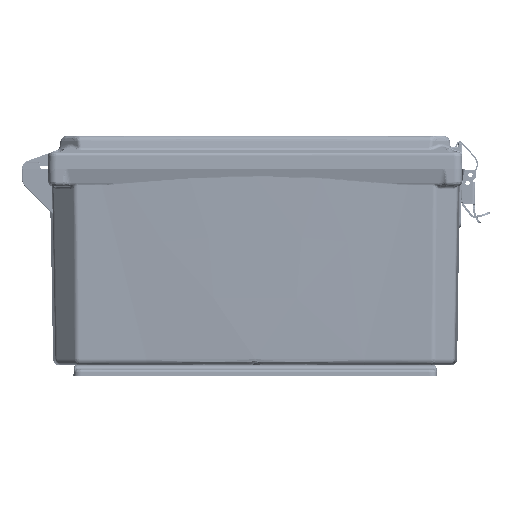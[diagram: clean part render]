
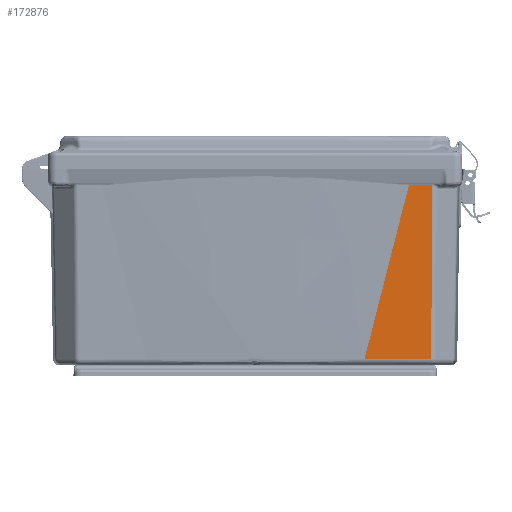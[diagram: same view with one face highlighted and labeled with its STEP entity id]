
A CAD part, front view. The second image highlights one B-rep face of the part: STEP entity #172876.
In plain terms, the highlighted face is planar.
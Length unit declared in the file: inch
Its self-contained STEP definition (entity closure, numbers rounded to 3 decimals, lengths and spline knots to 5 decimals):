
#7986 = ORIENTED_EDGE ( 'NONE', *, *, #133428, .F. ) ;
#12482 = CARTESIAN_POINT ( 'NONE',  ( -5.77332, -7.06423, -5.34143 ) ) ;
#17871 = ORIENTED_EDGE ( 'NONE', *, *, #172014, .T. ) ;
#22038 = LINE ( 'NONE', #159471, #186015 ) ;
#23047 = LINE ( 'NONE', #75457, #121826 ) ;
#25729 = EDGE_CURVE ( 'NONE', #161354, #47015, #104542, .T. ) ;
#29140 = CARTESIAN_POINT ( 'NONE',  ( -2.55774, -7.12035, -4.14121 ) ) ;
#45601 = VERTEX_POINT ( 'NONE', #197900 ) ;
#47015 = VERTEX_POINT ( 'NONE', #161269 ) ;
#47207 = EDGE_LOOP ( 'NONE', ( #149213, #103379, #17871, #7986 ) ) ;
#66513 = DIRECTION ( 'NONE',  ( -0.017, -1., 0. ) ) ;
#73933 = CARTESIAN_POINT ( 'NONE',  ( -5.77332, -7.06423, -5.34143 ) ) ;
#75457 = CARTESIAN_POINT ( 'NONE',  ( -0.50592, -7.15617, 6.74752 ) ) ;
#80666 = CARTESIAN_POINT ( 'NONE',  ( 0., -7.165, 6.74752 ) ) ;
#87467 = AXIS2_PLACEMENT_3D ( 'NONE', #80666, #66513, #111598 ) ;
#97647 = CARTESIAN_POINT ( 'NONE',  ( -0.50592, -7.15617, -4.66613 ) ) ;
#102237 = VECTOR ( 'NONE', #149978, 39.37008 ) ;
#103379 = ORIENTED_EDGE ( 'NONE', *, *, #189604, .T. ) ;
#104542 = LINE ( 'NONE', #73933, #102237 ) ;
#111598 = DIRECTION ( 'NONE',  ( 1., -0.017, 0. ) ) ;
#121826 = VECTOR ( 'NONE', #138609, 39.37008 ) ;
#128431 = PLANE ( 'NONE',  #87467 ) ;
#133428 = EDGE_CURVE ( 'NONE', #161354, #45601, #22038, .T. ) ;
#136893 = CARTESIAN_POINT ( 'NONE',  ( -0.50592, -7.15617, -4.66613 ) ) ;
#138609 = DIRECTION ( 'NONE',  ( 0., 0., 1. ) ) ;
#144120 = VERTEX_POINT ( 'NONE', #97647 ) ;
#149213 = ORIENTED_EDGE ( 'NONE', *, *, #25729, .T. ) ;
#149978 = DIRECTION ( 'NONE',  ( 1., -0.017, -0.007 ) ) ;
#151074 = CARTESIAN_POINT ( 'NONE',  ( -5.77332, -7.06423, -3.32044 ) ) ;
#152409 = CARTESIAN_POINT ( 'NONE',  ( -4.31354, -7.08971, -3.69265 ) ) ;
#159471 = CARTESIAN_POINT ( 'NONE',  ( -5.77332, -7.06423, 10.7888 ) ) ;
#161269 = CARTESIAN_POINT ( 'NONE',  ( -0.50592, -7.15617, -5.37952 ) ) ;
#161354 = VERTEX_POINT ( 'NONE', #12482 ) ;
#172014 = EDGE_CURVE ( 'NONE', #144120, #45601, #175264, .T. ) ;
#172876 = ADVANCED_FACE ( 'NONE', ( #191459 ), #128431, .T. ) ;
#175011 = DIRECTION ( 'NONE',  ( 0., 0., 1. ) ) ;
#175264 = B_SPLINE_CURVE_WITH_KNOTS ( 'NONE', 3,
 ( #136893, #29140, #152409, #151074 ),
 .UNSPECIFIED., .F., .F.,
 ( 4, 4 ),
 ( 0., 1. ),
 .UNSPECIFIED. ) ;
#186015 = VECTOR ( 'NONE', #175011, 39.37008 ) ;
#189604 = EDGE_CURVE ( 'NONE', #47015, #144120, #23047, .T. ) ;
#191459 = FACE_OUTER_BOUND ( 'NONE', #47207, .T. ) ;
#197900 = CARTESIAN_POINT ( 'NONE',  ( -5.77332, -7.06423, -3.32044 ) ) ;
